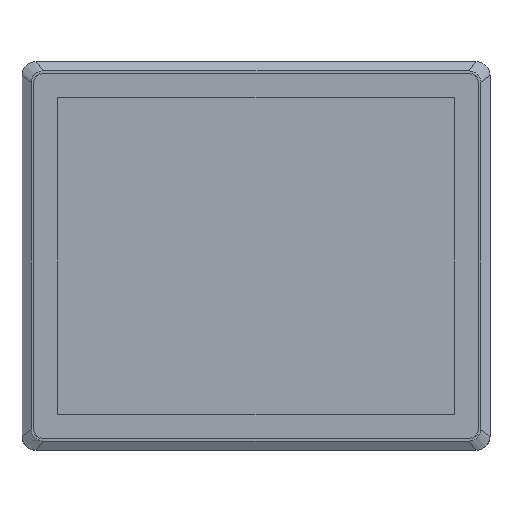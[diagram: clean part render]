
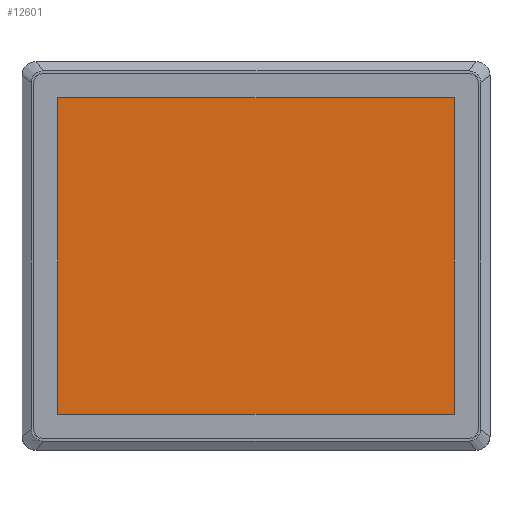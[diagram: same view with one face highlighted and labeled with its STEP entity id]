
A CAD part, top view. The second image highlights one B-rep face of the part: STEP entity #12601.
In plain terms, the highlighted face is planar.
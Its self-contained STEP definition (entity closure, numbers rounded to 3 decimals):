
#11914=DIRECTION('',(0.,1.,0.));
#11915=VECTOR('',#11914,337.92);
#11916=CARTESIAN_POINT('',(0.15,-168.96,135.17));
#11917=LINE('',#11916,#11915);
#11926=DIRECTION('',(0.,0.,1.));
#11927=VECTOR('',#11926,270.34);
#11928=CARTESIAN_POINT('',(0.15,-168.96,-135.17));
#11929=LINE('',#11928,#11927);
#11938=DIRECTION('',(0.,-1.,0.));
#11939=VECTOR('',#11938,337.92);
#11940=CARTESIAN_POINT('',(0.15,168.96,-135.17));
#11941=LINE('',#11940,#11939);
#11950=DIRECTION('',(0.,0.,-1.));
#11951=VECTOR('',#11950,270.34);
#11952=CARTESIAN_POINT('',(0.15,168.96,135.17));
#11953=LINE('',#11952,#11951);
#11982=CARTESIAN_POINT('',(0.15,-168.96,135.17));
#11983=VERTEX_POINT('',#11982);
#11984=CARTESIAN_POINT('',(0.15,168.96,135.17));
#11985=VERTEX_POINT('',#11984);
#11986=CARTESIAN_POINT('',(0.15,-168.96,-135.17));
#11987=VERTEX_POINT('',#11986);
#11988=CARTESIAN_POINT('',(0.15,168.96,-135.17));
#11989=VERTEX_POINT('',#11988);
#12590=CARTESIAN_POINT('',(0.15,0.,0.));
#12591=DIRECTION('',(-1.,0.,0.));
#12592=DIRECTION('',(0.,1.,0.));
#12593=AXIS2_PLACEMENT_3D('',#12590,#12591,#12592);
#12594=PLANE('',#12593);
#12595=ORIENTED_EDGE('',*,*,#12514,.F.);
#12596=ORIENTED_EDGE('',*,*,#12536,.F.);
#12597=ORIENTED_EDGE('',*,*,#12557,.F.);
#12598=ORIENTED_EDGE('',*,*,#12577,.F.);
#12599=EDGE_LOOP('',(#12595,#12596,#12597,#12598));
#12600=FACE_OUTER_BOUND('',#12599,.F.);
#12514=EDGE_CURVE('',#11983,#11985,#11917,.T.);
#12536=EDGE_CURVE('',#11987,#11983,#11929,.T.);
#12557=EDGE_CURVE('',#11989,#11987,#11941,.T.);
#12577=EDGE_CURVE('',#11985,#11989,#11953,.T.);
#12601=ADVANCED_FACE('',(#12600),#12594,.T.);
